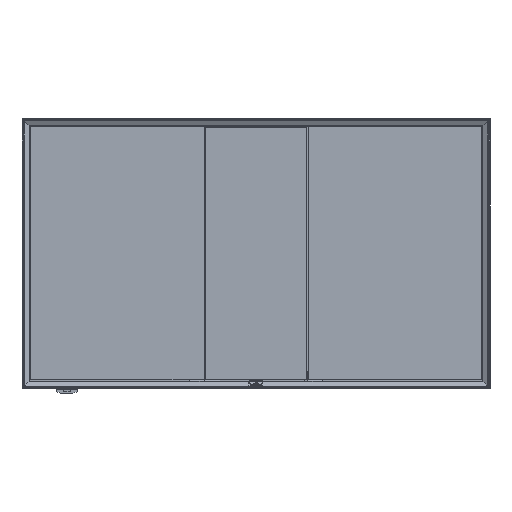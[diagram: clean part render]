
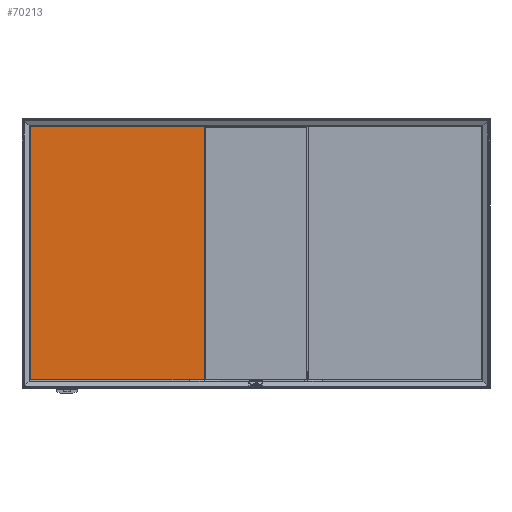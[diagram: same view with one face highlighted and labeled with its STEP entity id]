
A CAD part, front view. The second image highlights one B-rep face of the part: STEP entity #70213.
In plain terms, the highlighted planar face has unit normal (0, -1, 0).
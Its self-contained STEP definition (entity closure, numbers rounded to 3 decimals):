
#9246=FACE_OUTER_BOUND('',#13188,.T.);
#13188=EDGE_LOOP('',(#61432,#61433,#61434,#61435));
#19211=LINE('',#119840,#25827);
#19215=LINE('',#119849,#25831);
#19220=LINE('',#119857,#25836);
#19222=LINE('',#119861,#25838);
#25827=VECTOR('',#95732,483.);
#25831=VECTOR('',#95738,483.);
#25836=VECTOR('',#95745,703.);
#25838=VECTOR('',#95751,703.);
#32632=VERTEX_POINT('',#119838);
#32633=VERTEX_POINT('',#119839);
#32636=VERTEX_POINT('',#119847);
#32637=VERTEX_POINT('',#119848);
#42439=EDGE_CURVE('',#32632,#32633,#19211,.T.);
#42443=EDGE_CURVE('',#32636,#32637,#19215,.T.);
#42448=EDGE_CURVE('',#32632,#32637,#19220,.T.);
#42450=EDGE_CURVE('',#32633,#32636,#19222,.T.);
#61432=ORIENTED_EDGE('',*,*,#42448,.T.);
#61433=ORIENTED_EDGE('',*,*,#42443,.F.);
#61434=ORIENTED_EDGE('',*,*,#42450,.F.);
#61435=ORIENTED_EDGE('',*,*,#42439,.F.);
#66774=PLANE('',#76965);
#70213=ADVANCED_FACE('',(#9246),#66774,.F.);
#76965=AXIS2_PLACEMENT_3D('',#119862,#95752,#95753);
#95732=DIRECTION('',(1.,0.,0.));
#95738=DIRECTION('',(-1.,0.,0.));
#95745=DIRECTION('',(0.,0.,-1.));
#95751=DIRECTION('',(0.,0.,-1.));
#95752=DIRECTION('center_axis',(0.,1.,0.));
#95753=DIRECTION('ref_axis',(0.,0.,1.));
#119838=CARTESIAN_POINT('',(23.,8.,727.5));
#119839=CARTESIAN_POINT('',(506.,8.,727.5));
#119840=CARTESIAN_POINT('',(264.5,8.,727.5));
#119847=CARTESIAN_POINT('',(506.,8.,24.5));
#119848=CARTESIAN_POINT('',(23.,8.,24.5));
#119849=CARTESIAN_POINT('',(264.5,8.,24.5));
#119857=CARTESIAN_POINT('',(23.,8.,375.5));
#119861=CARTESIAN_POINT('',(506.,8.,375.5));
#119862=CARTESIAN_POINT('Origin',(264.5,8.,375.5));
